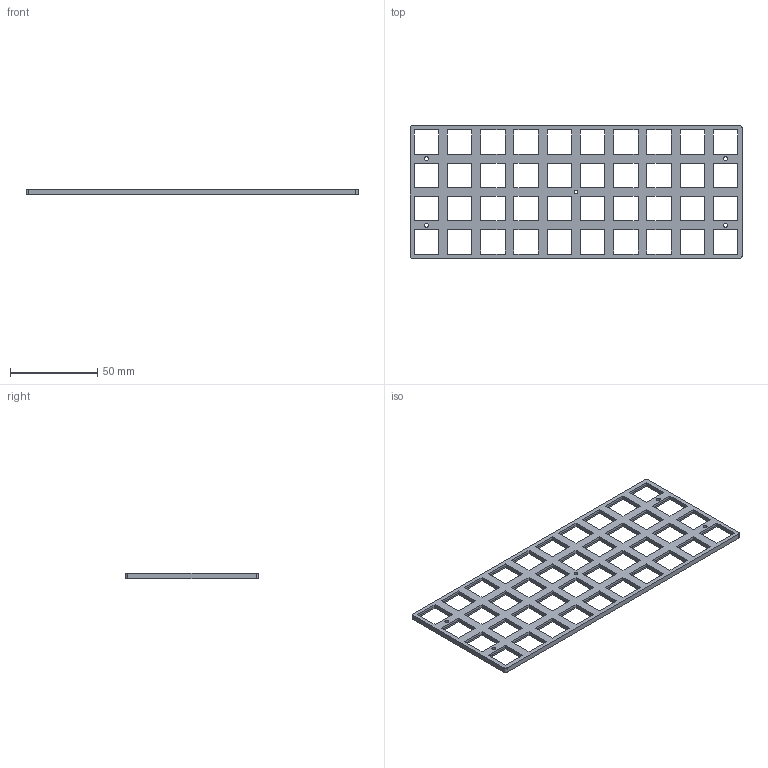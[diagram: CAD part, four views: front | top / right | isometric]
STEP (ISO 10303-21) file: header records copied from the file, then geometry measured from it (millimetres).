
FILE_DESCRIPTION(('HOOPS Exchange Step'),'2;1');
FILE_NAME('temp_export','2025-01-19T13:03:56-05:00',('jscotto'),('Shapr3D Limited'),'HOOPS Exchange 2024.6','Shapr3D','Authorized');
FILE_SCHEMA( ('AP242_MANAGED_MODEL_BASED_3D_ENGINEERING_MIM_LF {1 0 10303 442 1 1 4 }') );
Length unit declared in the file: millimetre
Products named in the file (1): Plate
Bounding box: 189.85 x 75.85 x 3 mm (x, y, z)
Volume: 17879.3 mm3; surface area: 21731 mm2
Topology: 1 solids, 1 shells, 375 faces, 1009 edges, 676 vertices
Faces by surface type: plane 366, cylinder 9
Full cylindrical faces by diameter (mm): 2.2 x5
Entity records: 11747 total; most frequent: CARTESIAN_POINT 2062, ORIENTED_EDGE 2018, DIRECTION 1791, EDGE_CURVE 1009, VECTOR 981, LINE 981, VERTEX_POINT 676, EDGE_LOOP 505
